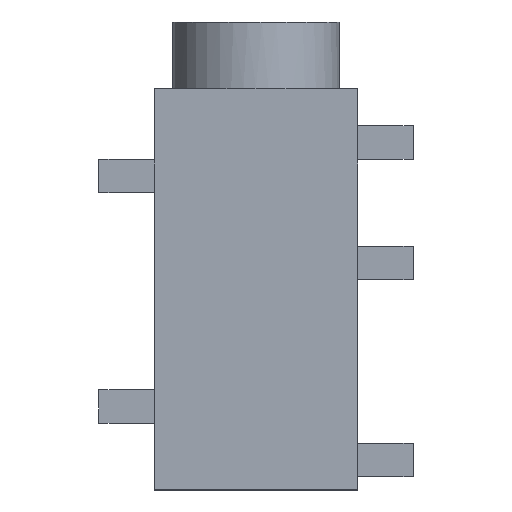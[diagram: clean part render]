
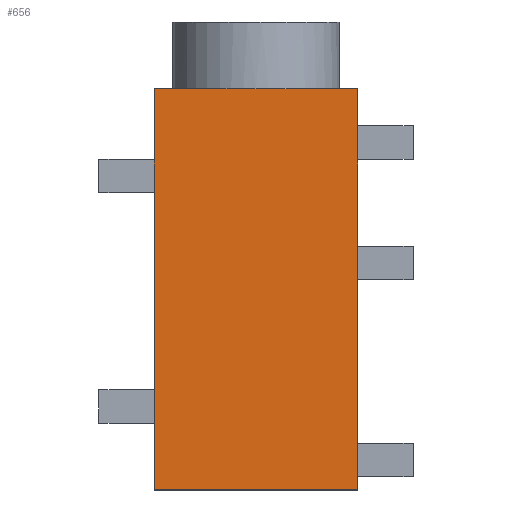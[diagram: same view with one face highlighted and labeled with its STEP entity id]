
A CAD part, top view. The second image highlights one B-rep face of the part: STEP entity #656.
In plain terms, the highlighted planar face has unit normal (0, 0, 1).
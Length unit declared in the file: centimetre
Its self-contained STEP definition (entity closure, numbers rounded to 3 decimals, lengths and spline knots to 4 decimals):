
#14=LINE($,#907,#90);
#15=LINE($,#920,#91);
#20=LINE($,#929,#96);
#77=LINE($,#1048,#153);
#85=LINE($,#1060,#161);
#88=LINE($,#1064,#164);
#90=VECTOR($,#738,0.2179);
#91=VECTOR($,#757,0.196);
#96=VECTOR($,#764,0.196);
#153=VECTOR($,#863,1.2);
#161=VECTOR($,#873,1.2);
#164=VECTOR($,#878,0.61);
#196=PLANE($,#707);
#241=FACE_OUTER_BOUND($,#282,.T.);
#282=EDGE_LOOP($,(#583,#584,#585,#586,#587,#588));
#304=VERTEX_POINT($,#905);
#305=VERTEX_POINT($,#906);
#308=VERTEX_POINT($,#919);
#311=VERTEX_POINT($,#927);
#352=VERTEX_POINT($,#1047);
#355=VERTEX_POINT($,#1058);
#363=EDGE_CURVE($,#304,#305,#14,.T.);
#369=EDGE_CURVE($,#308,#304,#15,.T.);
#374=EDGE_CURVE($,#305,#311,#20,.T.);
#431=EDGE_CURVE($,#308,#352,#77,.T.);
#439=EDGE_CURVE($,#355,#311,#85,.T.);
#442=EDGE_CURVE($,#355,#352,#88,.T.);
#583=ORIENTED_EDGE($,*,*,#431,.F.);
#584=ORIENTED_EDGE($,*,*,#369,.T.);
#585=ORIENTED_EDGE($,*,*,#363,.T.);
#586=ORIENTED_EDGE($,*,*,#374,.T.);
#587=ORIENTED_EDGE($,*,*,#439,.F.);
#588=ORIENTED_EDGE($,*,*,#442,.T.);
#656=ADVANCED_FACE($,(#241),#196,.T.);
#707=AXIS2_PLACEMENT_3D($,#1065,#879,#880);
#738=DIRECTION($,(-1.,0.,0.));
#757=DIRECTION($,(-1.,0.,0.));
#764=DIRECTION($,(-1.,0.,0.));
#863=DIRECTION($,(0.,-1.,0.));
#873=DIRECTION($,(0.,1.,0.));
#878=DIRECTION($,(1.,0.,0.));
#879=DIRECTION('center_axis',(0.,0.,1.));
#880=DIRECTION('ref_axis',(0.,1.,0.));
#905=CARTESIAN_POINT('',(0.109,0.,0.45));
#906=CARTESIAN_POINT('',(-0.109,0.,0.45));
#907=CARTESIAN_POINT($,(-0.3,0.,0.45));
#919=CARTESIAN_POINT('',(0.305,0.,0.45));
#920=CARTESIAN_POINT($,(-0.3,0.,0.45));
#927=CARTESIAN_POINT('',(-0.305,0.,0.45));
#929=CARTESIAN_POINT($,(-0.3,0.,0.45));
#1047=CARTESIAN_POINT('',(0.305,-1.2,0.45));
#1048=CARTESIAN_POINT($,(0.305,-0.88,0.45));
#1058=CARTESIAN_POINT('',(-0.305,-1.2,0.45));
#1060=CARTESIAN_POINT($,(-0.305,-0.3,0.45));
#1064=CARTESIAN_POINT($,(0.3,-1.2,0.45));
#1065=CARTESIAN_POINT('Origin',(0.,-0.6,0.45));
